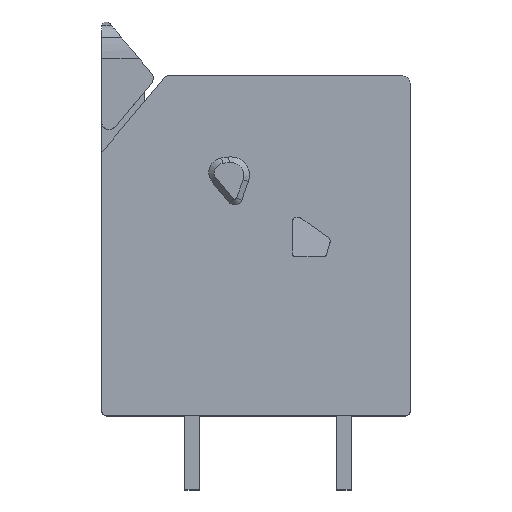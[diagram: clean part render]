
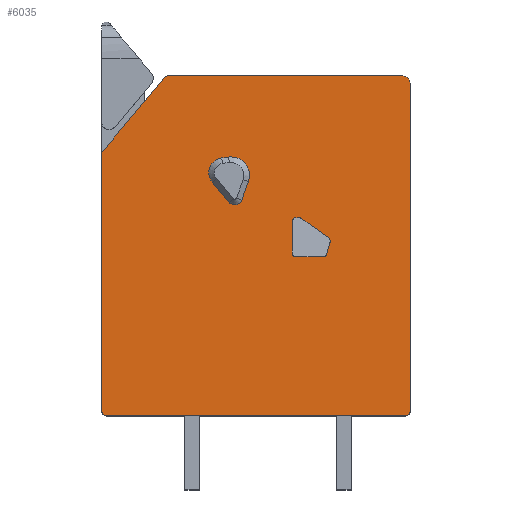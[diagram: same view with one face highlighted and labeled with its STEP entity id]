
A CAD part, top view. The second image highlights one B-rep face of the part: STEP entity #6035.
In plain terms, the highlighted planar face has unit normal (0, 0, 1).
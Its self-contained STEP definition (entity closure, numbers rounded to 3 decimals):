
#78=PLANE('',#6386);
#217=CIRCLE('',#6251,0.3);
#243=CIRCLE('',#6302,0.3);
#276=CIRCLE('',#6356,0.3);
#277=CIRCLE('',#6359,0.3);
#279=CIRCLE('',#6363,0.5);
#299=CIRCLE('',#6385,0.3);
#300=CIRCLE('',#6387,0.2);
#301=CIRCLE('',#6388,0.2);
#302=CIRCLE('',#6389,0.3);
#303=CIRCLE('',#6390,0.3);
#304=CIRCLE('',#6391,1.);
#305=CIRCLE('',#6392,0.4);
#306=CIRCLE('',#6393,0.8);
#740=ORIENTED_EDGE('',*,*,#1988,.F.);
#741=ORIENTED_EDGE('',*,*,#1989,.F.);
#742=ORIENTED_EDGE('',*,*,#1990,.F.);
#743=ORIENTED_EDGE('',*,*,#1991,.F.);
#744=ORIENTED_EDGE('',*,*,#1697,.F.);
#745=ORIENTED_EDGE('',*,*,#1992,.T.);
#746=ORIENTED_EDGE('',*,*,#1993,.F.);
#747=ORIENTED_EDGE('',*,*,#1994,.F.);
#748=ORIENTED_EDGE('',*,*,#1995,.F.);
#749=ORIENTED_EDGE('',*,*,#1996,.F.);
#750=ORIENTED_EDGE('',*,*,#1997,.F.);
#751=ORIENTED_EDGE('',*,*,#1998,.F.);
#752=ORIENTED_EDGE('',*,*,#1999,.F.);
#753=ORIENTED_EDGE('',*,*,#2000,.F.);
#754=ORIENTED_EDGE('',*,*,#2001,.F.);
#755=ORIENTED_EDGE('',*,*,#2002,.F.);
#756=ORIENTED_EDGE('',*,*,#1788,.T.);
#757=ORIENTED_EDGE('',*,*,#1819,.T.);
#758=ORIENTED_EDGE('',*,*,#1921,.T.);
#759=ORIENTED_EDGE('',*,*,#1928,.T.);
#760=ORIENTED_EDGE('',*,*,#1930,.T.);
#761=ORIENTED_EDGE('',*,*,#1940,.T.);
#762=ORIENTED_EDGE('',*,*,#1944,.T.);
#763=ORIENTED_EDGE('',*,*,#1985,.T.);
#764=ORIENTED_EDGE('',*,*,#1987,.T.);
#765=ORIENTED_EDGE('',*,*,#1821,.T.);
#1697=EDGE_CURVE('',#2343,#2341,#217,.T.);
#1788=EDGE_CURVE('',#2425,#2424,#243,.T.);
#1819=EDGE_CURVE('',#2424,#2453,#2823,.T.);
#1821=EDGE_CURVE('',#2455,#2425,#2825,.T.);
#1921=EDGE_CURVE('',#2453,#2541,#276,.T.);
#1928=EDGE_CURVE('',#2541,#2544,#2897,.T.);
#1930=EDGE_CURVE('',#2544,#2545,#277,.T.);
#1940=EDGE_CURVE('',#2545,#2551,#2907,.T.);
#1944=EDGE_CURVE('',#2551,#2553,#279,.T.);
#1985=EDGE_CURVE('',#2553,#2593,#2931,.T.);
#1987=EDGE_CURVE('',#2593,#2455,#299,.T.);
#1988=EDGE_CURVE('',#2594,#2595,#300,.T.);
#1989=EDGE_CURVE('',#2596,#2594,#2932,.T.);
#1990=EDGE_CURVE('',#2597,#2596,#301,.T.);
#1991=EDGE_CURVE('',#2341,#2597,#2933,.T.);
#1992=EDGE_CURVE('',#2343,#2598,#2934,.T.);
#1993=EDGE_CURVE('',#2599,#2598,#302,.T.);
#1994=EDGE_CURVE('',#2600,#2599,#2935,.T.);
#1995=EDGE_CURVE('',#2601,#2600,#303,.T.);
#1996=EDGE_CURVE('',#2595,#2601,#2936,.T.);
#1997=EDGE_CURVE('',#2602,#2603,#2937,.T.);
#1998=EDGE_CURVE('',#2604,#2602,#304,.T.);
#1999=EDGE_CURVE('',#2605,#2604,#2938,.T.);
#2000=EDGE_CURVE('',#2606,#2605,#305,.T.);
#2001=EDGE_CURVE('',#2607,#2606,#2939,.T.);
#2002=EDGE_CURVE('',#2603,#2607,#306,.T.);
#2341=VERTEX_POINT('',#7995);
#2343=VERTEX_POINT('',#7999);
#2424=VERTEX_POINT('',#8208);
#2425=VERTEX_POINT('',#8210);
#2453=VERTEX_POINT('',#8270);
#2455=VERTEX_POINT('',#8276);
#2541=VERTEX_POINT('',#8515);
#2544=VERTEX_POINT('',#8526);
#2545=VERTEX_POINT('',#8530);
#2551=VERTEX_POINT('',#8553);
#2553=VERTEX_POINT('',#8566);
#2593=VERTEX_POINT('',#8648);
#2594=VERTEX_POINT('',#8655);
#2595=VERTEX_POINT('',#8656);
#2596=VERTEX_POINT('',#8658);
#2597=VERTEX_POINT('',#8660);
#2598=VERTEX_POINT('',#8663);
#2599=VERTEX_POINT('',#8665);
#2600=VERTEX_POINT('',#8667);
#2601=VERTEX_POINT('',#8669);
#2602=VERTEX_POINT('',#8672);
#2603=VERTEX_POINT('',#8673);
#2604=VERTEX_POINT('',#8675);
#2605=VERTEX_POINT('',#8677);
#2606=VERTEX_POINT('',#8679);
#2607=VERTEX_POINT('',#8681);
#2823=LINE('',#8271,#3258);
#2825=LINE('',#8275,#3260);
#2897=LINE('',#8527,#3332);
#2907=LINE('',#8554,#3342);
#2931=LINE('',#8649,#3366);
#2932=LINE('',#8657,#3367);
#2933=LINE('',#8661,#3368);
#2934=LINE('',#8662,#3369);
#2935=LINE('',#8666,#3370);
#2936=LINE('',#8670,#3371);
#2937=LINE('',#8671,#3372);
#2938=LINE('',#8676,#3373);
#2939=LINE('',#8680,#3374);
#3258=VECTOR('',#6885,1000.);
#3260=VECTOR('',#6889,1000.);
#3332=VECTOR('',#7045,1000.);
#3342=VECTOR('',#7061,1000.);
#3366=VECTOR('',#7129,1000.);
#3367=VECTOR('',#7140,1000.);
#3368=VECTOR('',#7143,1000.);
#3369=VECTOR('',#7144,1000.);
#3370=VECTOR('',#7147,1000.);
#3371=VECTOR('',#7150,1000.);
#3372=VECTOR('',#7151,1000.);
#3373=VECTOR('',#7154,1000.);
#3374=VECTOR('',#7157,1000.);
#3677=EDGE_LOOP('',(#740,#741,#742,#743,#744,#745,#746,#747,#748,#749));
#3678=EDGE_LOOP('',(#750,#751,#752,#753,#754,#755));
#3679=EDGE_LOOP('',(#756,#757,#758,#759,#760,#761,#762,#763,#764,#765));
#3945=FACE_BOUND('',#3677,.T.);
#3946=FACE_BOUND('',#3678,.T.);
#3947=FACE_BOUND('',#3679,.T.);
#6035=ADVANCED_FACE('',(#3945,#3946,#3947),#78,.T.);
#6251=AXIS2_PLACEMENT_3D('',#8000,#6692,#6693);
#6302=AXIS2_PLACEMENT_3D('',#8209,#6839,#6840);
#6356=AXIS2_PLACEMENT_3D('',#8516,#7035,#7036);
#6359=AXIS2_PLACEMENT_3D('',#8531,#7049,#7050);
#6363=AXIS2_PLACEMENT_3D('',#8567,#7067,#7068);
#6385=AXIS2_PLACEMENT_3D('',#8652,#7134,#7135);
#6386=AXIS2_PLACEMENT_3D('',#8653,#7136,#7137);
#6387=AXIS2_PLACEMENT_3D('',#8654,#7138,#7139);
#6388=AXIS2_PLACEMENT_3D('',#8659,#7141,#7142);
#6389=AXIS2_PLACEMENT_3D('',#8664,#7145,#7146);
#6390=AXIS2_PLACEMENT_3D('',#8668,#7148,#7149);
#6391=AXIS2_PLACEMENT_3D('',#8674,#7152,#7153);
#6392=AXIS2_PLACEMENT_3D('',#8678,#7155,#7156);
#6393=AXIS2_PLACEMENT_3D('',#8682,#7158,#7159);
#6692=DIRECTION('',(0.,0.,1.));
#6693=DIRECTION('',(1.,0.,0.));
#6839=DIRECTION('',(0.,0.,1.));
#6840=DIRECTION('',(1.,0.,0.));
#6885=DIRECTION('',(0.,-1.,0.));
#6889=DIRECTION('',(-0.643,-0.766,0.));
#7035=DIRECTION('',(0.,0.,1.));
#7036=DIRECTION('',(1.,0.,0.));
#7045=DIRECTION('',(1.,0.,0.));
#7049=DIRECTION('',(0.,0.,1.));
#7050=DIRECTION('',(1.,0.,0.));
#7061=DIRECTION('',(0.,1.,0.));
#7067=DIRECTION('',(0.,0.,1.));
#7068=DIRECTION('',(1.,0.,0.));
#7129=DIRECTION('',(-1.,0.,0.));
#7134=DIRECTION('',(0.,0.,1.));
#7135=DIRECTION('',(1.,0.,0.));
#7136=DIRECTION('',(0.,0.,1.));
#7137=DIRECTION('',(1.,0.,0.));
#7138=DIRECTION('',(0.,0.,1.));
#7139=DIRECTION('',(1.,0.,0.));
#7140=DIRECTION('',(1.,0.,0.));
#7141=DIRECTION('',(0.,0.,1.));
#7142=DIRECTION('',(1.,0.,0.));
#7143=DIRECTION('',(0.,-1.,0.));
#7144=DIRECTION('',(1.,0.,0.));
#7145=DIRECTION('',(0.,0.,1.));
#7146=DIRECTION('',(1.,0.,0.));
#7147=DIRECTION('',(-0.819,0.574,0.));
#7148=DIRECTION('',(0.,0.,1.));
#7149=DIRECTION('',(1.,0.,0.));
#7150=DIRECTION('',(0.259,0.966,0.));
#7151=DIRECTION('',(-0.992,-0.128,0.));
#7152=DIRECTION('',(0.,0.,1.));
#7153=DIRECTION('',(1.,0.,0.));
#7154=DIRECTION('',(0.343,0.939,0.));
#7155=DIRECTION('',(0.,0.,1.));
#7156=DIRECTION('',(1.,0.,0.));
#7157=DIRECTION('',(0.638,-0.77,0.));
#7158=DIRECTION('',(0.,0.,1.));
#7159=DIRECTION('',(1.,0.,0.));
#7995=CARTESIAN_POINT('',(-2.8,10.444,10.));
#7999=CARTESIAN_POINT('',(-2.657,10.7,10.));
#8000=CARTESIAN_POINT('',(-2.5,10.444,10.));
#8208=CARTESIAN_POINT('',(-13.1,14.12,10.));
#8209=CARTESIAN_POINT('',(-12.8,14.12,10.));
#8210=CARTESIAN_POINT('',(-13.03,14.313,10.));
#8270=CARTESIAN_POINT('',(-13.1,0.3,10.));
#8271=CARTESIAN_POINT('',(-13.1,14.12,10.));
#8275=CARTESIAN_POINT('',(-9.69,18.293,10.));
#8276=CARTESIAN_POINT('',(-9.69,18.293,10.));
#8515=CARTESIAN_POINT('',(-12.8,0.,10.));
#8516=CARTESIAN_POINT('',(-12.8,0.3,10.));
#8526=CARTESIAN_POINT('',(3.3,0.,10.));
#8527=CARTESIAN_POINT('',(-12.8,0.,10.));
#8530=CARTESIAN_POINT('',(3.6,0.3,10.));
#8531=CARTESIAN_POINT('',(3.3,0.3,10.));
#8553=CARTESIAN_POINT('',(3.6,17.9,10.));
#8554=CARTESIAN_POINT('',(3.6,0.3,10.));
#8566=CARTESIAN_POINT('',(3.1,18.4,10.));
#8567=CARTESIAN_POINT('',(3.1,17.9,10.));
#8648=CARTESIAN_POINT('',(-9.46,18.4,10.));
#8649=CARTESIAN_POINT('',(3.1,18.4,10.));
#8652=CARTESIAN_POINT('',(-9.46,18.1,10.));
#8653=CARTESIAN_POINT('',(-12.8,14.12,10.));
#8654=CARTESIAN_POINT('',(-1.108,8.8,10.));
#8655=CARTESIAN_POINT('',(-1.108,8.6,10.));
#8656=CARTESIAN_POINT('',(-0.915,8.748,10.));
#8657=CARTESIAN_POINT('',(-2.6,8.6,10.));
#8658=CARTESIAN_POINT('',(-2.6,8.6,10.));
#8659=CARTESIAN_POINT('',(-2.6,8.8,10.));
#8660=CARTESIAN_POINT('',(-2.8,8.8,10.));
#8661=CARTESIAN_POINT('',(-2.8,10.444,10.));
#8662=CARTESIAN_POINT('',(-3.,10.7,10.));
#8663=CARTESIAN_POINT('',(-2.343,10.7,10.));
#8664=CARTESIAN_POINT('',(-2.5,10.444,10.));
#8665=CARTESIAN_POINT('',(-2.328,10.69,10.));
#8666=CARTESIAN_POINT('',(-0.872,9.67,10.));
#8667=CARTESIAN_POINT('',(-0.872,9.67,10.));
#8668=CARTESIAN_POINT('',(-1.044,9.425,10.));
#8669=CARTESIAN_POINT('',(-0.754,9.347,10.));
#8670=CARTESIAN_POINT('',(-0.915,8.748,10.));
#8671=CARTESIAN_POINT('',(-6.228,13.992,10.));
#8672=CARTESIAN_POINT('',(-6.228,13.992,10.));
#8673=CARTESIAN_POINT('',(-6.602,13.943,10.));
#8674=CARTESIAN_POINT('',(-6.1,13.,10.));
#8675=CARTESIAN_POINT('',(-5.161,12.657,10.));
#8676=CARTESIAN_POINT('',(-5.524,11.663,10.));
#8677=CARTESIAN_POINT('',(-5.524,11.663,10.));
#8678=CARTESIAN_POINT('',(-5.9,11.8,10.));
#8679=CARTESIAN_POINT('',(-6.208,11.545,10.));
#8680=CARTESIAN_POINT('',(-7.116,12.639,10.));
#8681=CARTESIAN_POINT('',(-7.116,12.639,10.));
#8682=CARTESIAN_POINT('',(-6.5,13.15,10.));
